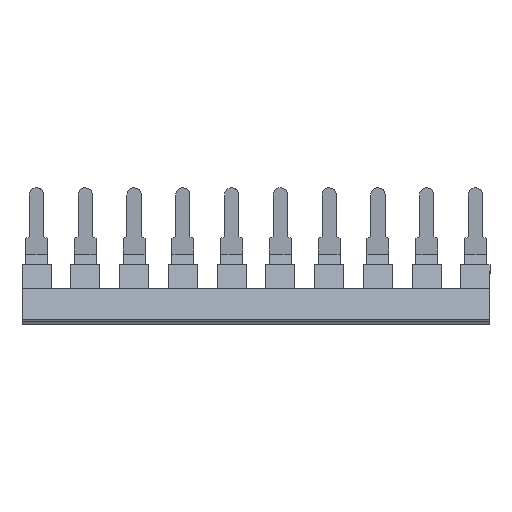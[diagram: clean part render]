
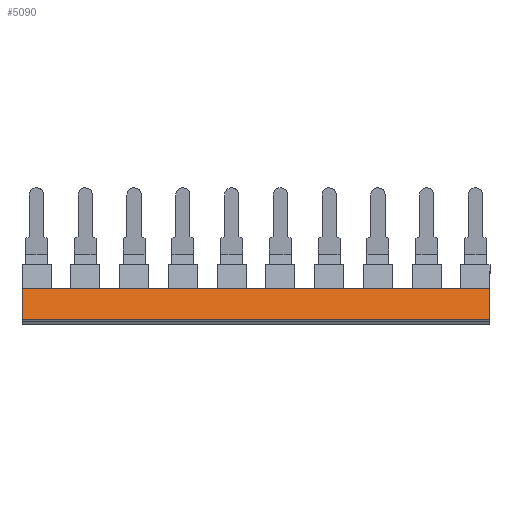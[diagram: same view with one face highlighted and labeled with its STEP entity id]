
A CAD part, top view. The second image highlights one B-rep face of the part: STEP entity #5090.
In plain terms, the highlighted face is planar.
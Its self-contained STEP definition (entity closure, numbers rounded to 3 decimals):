
#280=CARTESIAN_POINT('',(-40.844,-27.834,
-93.95));
#290=VERTEX_POINT('',#280);
#320=CARTESIAN_POINT('',(-38.503,-28.332,
-93.95));
#330=DIRECTION('',(0.978,-0.208,
0.));
#340=VECTOR('',#330,1.);
#350=LINE('',#320,#340);
#360=CARTESIAN_POINT('',(-34.241,-29.237,
-93.95));
#370=VERTEX_POINT('',#360);
#380=EDGE_CURVE('',#290,#370,#350,.T.);
#4790=CARTESIAN_POINT('',(-40.648,-27.876,
-85.775));
#4800=DIRECTION('',(-0.208,-0.978,
0.));
#4810=DIRECTION('',(0.978,-0.208,
0.));
#4820=AXIS2_PLACEMENT_3D('',#4790,#4800,#4810);
#4830=PLANE('',#4820);
#4840=CARTESIAN_POINT('',(-38.503,-28.332,
4.4));
#4850=DIRECTION('',(-0.978,0.208,
0.));
#4860=VECTOR('',#4850,1.);
#4870=LINE('',#4840,#4860);
#4880=CARTESIAN_POINT('',(-34.241,-29.237,
4.4));
#4890=VERTEX_POINT('',#4880);
#4900=CARTESIAN_POINT('',(-40.844,-27.834,
4.4));
#4910=VERTEX_POINT('',#4900);
#4920=EDGE_CURVE('',#4890,#4910,#4870,.T.);
#4930=ORIENTED_EDGE('',*,*,#4920,.T.);
#4940=CARTESIAN_POINT('',(-34.241,-29.237,
-85.775));
#4950=DIRECTION('',(0.,0.,1.));
#4960=VECTOR('',#4950,1.);
#4970=LINE('',#4940,#4960);
#4980=EDGE_CURVE('',#370,#4890,#4970,.T.);
#4990=ORIENTED_EDGE('',*,*,#4980,.T.);
#5000=ORIENTED_EDGE('',*,*,#380,.T.);
#5010=CARTESIAN_POINT('',(-40.844,-27.834,
-85.775));
#5020=DIRECTION('',(0.,0.,-1.));
#5030=VECTOR('',#5020,1.);
#5040=LINE('',#5010,#5030);
#5050=EDGE_CURVE('',#4910,#290,#5040,.T.);
#5060=ORIENTED_EDGE('',*,*,#5050,.T.);
#5070=EDGE_LOOP('',(#5060,#5000,#4990,#4930));
#5080=FACE_OUTER_BOUND('',#5070,.T.);
#5090=ADVANCED_FACE('',(#5080),#4830,.T.);
